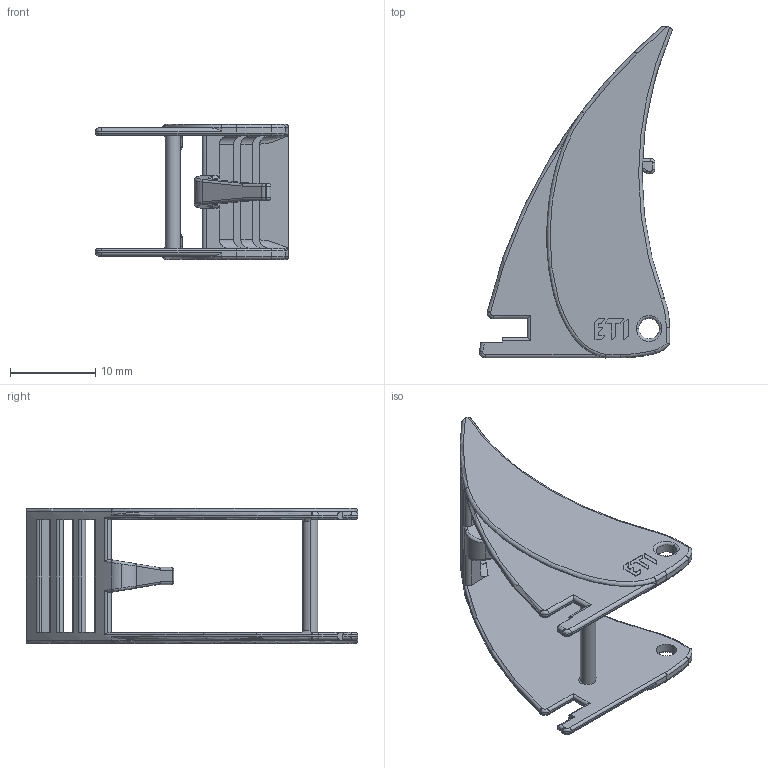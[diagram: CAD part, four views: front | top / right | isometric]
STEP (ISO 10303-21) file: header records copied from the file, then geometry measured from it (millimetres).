
FILE_DESCRIPTION((''),'2;1');
FILE_NAME('CLIP_MER-CLIP_ASM','2021-10-27T',('marketing.praksa'),('Audax d.o.o.'),'CREO PARAMETRIC BY PTC INC, 2017480','CREO PARAMETRIC BY PTC INC, 2017480','');
FILE_SCHEMA(('AUTOMOTIVE_DESIGN { 1 0 10303 214 1 1 1 1 }'));
Length unit declared in the file: millimetre
Products named in the file (3): PRT0017; PRT0018; CLIP_MER-CLIP_ASM
Assembly tree (2 placements, depth 2):
  CLIP_MER-CLIP_ASM
    PRT0017
    PRT0018
Bounding box: 22.59 x 38.82 x 15.8 mm (x, y, z)
Volume: 1435.2 mm3; surface area: 2722.7 mm2
Topology: 4 solids, 4 shells, 345 faces, 906 edges, 563 vertices
Faces by surface type: cylinder 148, plane 109, torus 48, bspline 38, extrusion 2
Entity records: 18684 total; most frequent: CARTESIAN_POINT 4942, ORIENTED_EDGE 1788, DIRECTION 1745, PRESENTATION_STYLE_ASSIGNMENT 1243, STYLED_ITEM 1243, CURVE_STYLE 896, EDGE_CURVE 894, AXIS2_PLACEMENT_3D 660
